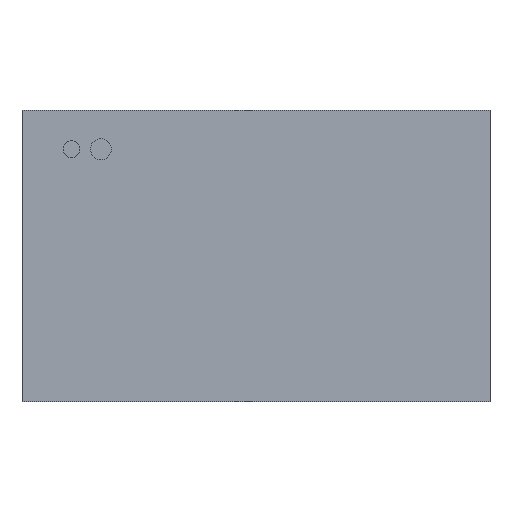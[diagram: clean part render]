
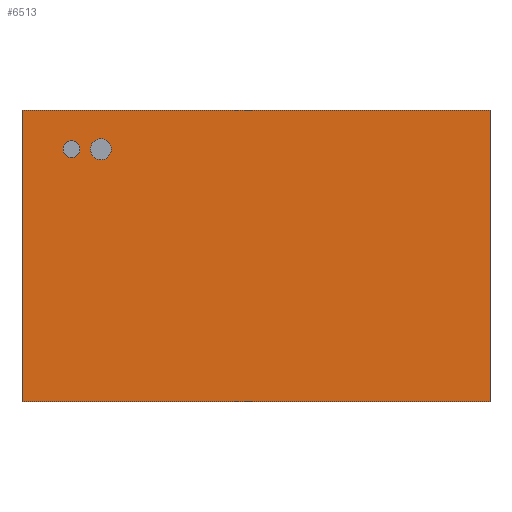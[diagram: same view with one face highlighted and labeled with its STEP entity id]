
A CAD part, front view. The second image highlights one B-rep face of the part: STEP entity #6513.
In plain terms, the highlighted planar face has unit normal (0, -1, 0).
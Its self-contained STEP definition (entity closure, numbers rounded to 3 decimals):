
#51=FACE_BOUND('',#609,.T.);
#52=FACE_BOUND('',#610,.T.);
#63=CIRCLE('',#6952,20.);
#65=CIRCLE('',#6956,25.);
#215=FACE_OUTER_BOUND('',#608,.T.);
#608=EDGE_LOOP('',(#4351,#4352,#4353,#4354));
#609=EDGE_LOOP('',(#4355));
#610=EDGE_LOOP('',(#4356));
#1022=LINE('',#9259,#1888);
#1024=LINE('',#9263,#1890);
#1026=LINE('',#9267,#1892);
#1028=LINE('',#9270,#1894);
#1888=VECTOR('',#7475,10.);
#1890=VECTOR('',#7479,10.);
#1892=VECTOR('',#7483,10.);
#1894=VECTOR('',#7487,10.);
#2732=VERTEX_POINT('',#9210);
#2734=VERTEX_POINT('',#9217);
#2747=VERTEX_POINT('',#9256);
#2748=VERTEX_POINT('',#9258);
#2749=VERTEX_POINT('',#9262);
#2750=VERTEX_POINT('',#9266);
#3357=EDGE_CURVE('',#2732,#2732,#63,.T.);
#3360=EDGE_CURVE('',#2734,#2734,#65,.T.);
#3378=EDGE_CURVE('',#2748,#2747,#1022,.T.);
#3380=EDGE_CURVE('',#2749,#2748,#1024,.T.);
#3382=EDGE_CURVE('',#2750,#2749,#1026,.T.);
#3384=EDGE_CURVE('',#2747,#2750,#1028,.T.);
#4351=ORIENTED_EDGE('',*,*,#3384,.T.);
#4352=ORIENTED_EDGE('',*,*,#3382,.T.);
#4353=ORIENTED_EDGE('',*,*,#3380,.T.);
#4354=ORIENTED_EDGE('',*,*,#3378,.T.);
#4355=ORIENTED_EDGE('',*,*,#3357,.T.);
#4356=ORIENTED_EDGE('',*,*,#3360,.T.);
#6151=PLANE('',#6968);
#6513=ADVANCED_FACE('',(#215,#51,#52),#6151,.T.);
#6952=AXIS2_PLACEMENT_3D('',#9212,#7431,#7432);
#6956=AXIS2_PLACEMENT_3D('',#9219,#7440,#7441);
#6968=AXIS2_PLACEMENT_3D('',#9271,#7488,#7489);
#7431=DIRECTION('center_axis',(0.,1.,0.));
#7432=DIRECTION('ref_axis',(1.,0.,0.));
#7440=DIRECTION('center_axis',(0.,1.,0.));
#7441=DIRECTION('ref_axis',(1.,0.,0.));
#7475=DIRECTION('',(0.,0.,-1.));
#7479=DIRECTION('',(-1.,0.,0.));
#7483=DIRECTION('',(0.,0.,1.));
#7487=DIRECTION('',(1.,0.,0.));
#7488=DIRECTION('center_axis',(0.,-1.,0.));
#7489=DIRECTION('ref_axis',(0.,0.,-1.));
#9210=CARTESIAN_POINT('',(-459.5,-370.,254.5));
#9212=CARTESIAN_POINT('Origin',(-439.5,-370.,254.5));
#9217=CARTESIAN_POINT('',(-394.5,-370.,254.5));
#9219=CARTESIAN_POINT('Origin',(-369.5,-370.,254.5));
#9256=CARTESIAN_POINT('',(-557.5,-370.,-347.5));
#9258=CARTESIAN_POINT('',(-557.5,-370.,347.5));
#9259=CARTESIAN_POINT('',(-557.5,-370.,-347.5));
#9262=CARTESIAN_POINT('',(557.5,-370.,347.5));
#9263=CARTESIAN_POINT('',(-557.5,-370.,347.5));
#9266=CARTESIAN_POINT('',(557.5,-370.,-347.5));
#9267=CARTESIAN_POINT('',(557.5,-370.,347.5));
#9270=CARTESIAN_POINT('',(557.5,-370.,-347.5));
#9271=CARTESIAN_POINT('Origin',(0.,-370.,0.));
